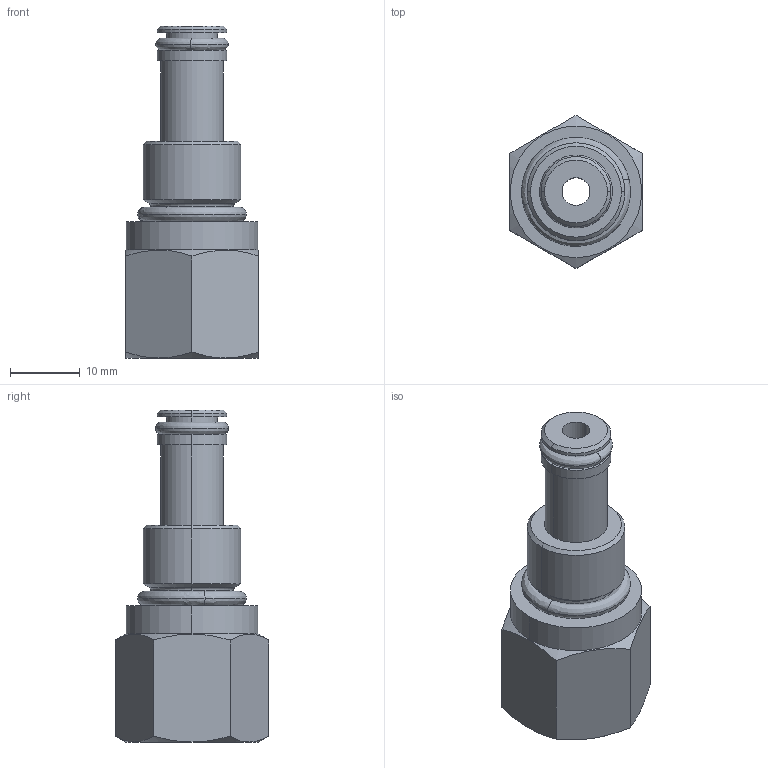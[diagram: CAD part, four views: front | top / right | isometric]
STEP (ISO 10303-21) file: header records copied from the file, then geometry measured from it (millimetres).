
FILE_DESCRIPTION (( 'STEP AP203' ), '1' );
FILE_NAME ('RCRT0030000.step', '2014-09-05T06:51:32', ( 'User' ), ( '' ), 'SwSTEP 2.0', 'SolidWorks 2014', '' );
FILE_SCHEMA (( 'CONFIG_CONTROL_DESIGN' ));
Length unit declared in the file: millimetre
Products named in the file (1): RCRT0030000
Bounding box: 19 x 21.94 x 47.5 mm (x, y, z)
Volume: 6352.9 mm3; surface area: 4354.7 mm2
Topology: 3 solids, 3 shells, 59 faces, 124 edges, 72 vertices
Faces by surface type: cylinder 18, cone 16, plane 13, bspline 8, torus 4
Entity records: 1829 total; most frequent: CARTESIAN_POINT 532, DIRECTION 262, ORIENTED_EDGE 248, EDGE_CURVE 124, AXIS2_PLACEMENT_3D 114, VERTEX_POINT 72, EDGE_LOOP 66, CIRCLE 62
